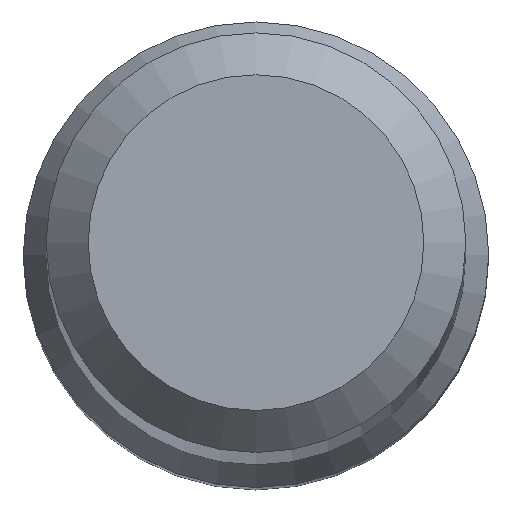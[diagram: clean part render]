
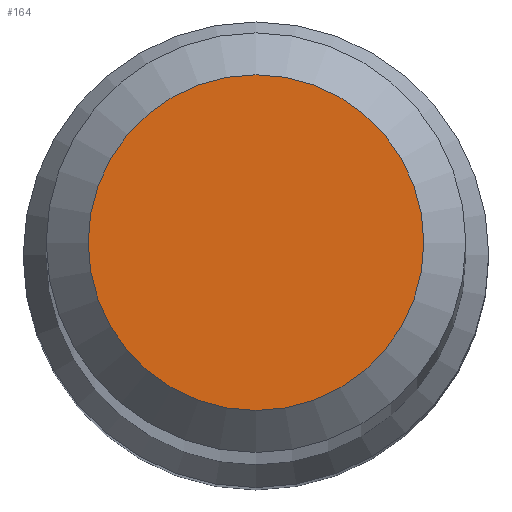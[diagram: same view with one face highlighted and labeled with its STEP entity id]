
A CAD part, top view. The second image highlights one B-rep face of the part: STEP entity #164.
In plain terms, the highlighted planar face has unit normal (0, 0, 1).
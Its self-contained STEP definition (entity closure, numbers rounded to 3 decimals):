
#1 = DIRECTION ( 'NONE',  ( 0., 1., 0. ) ) ;
#2 = EDGE_CURVE ( 'NONE', #122, #122, #51, .T. ) ;
#3 = CARTESIAN_POINT ( 'NONE',  ( 0., 0., 80. ) ) ;
#11 = ORIENTED_EDGE ( 'NONE', *, *, #2, .F. ) ;
#20 = EDGE_LOOP ( 'NONE', ( #11 ) ) ;
#47 = PLANE ( 'NONE',  #82 ) ;
#51 = CIRCLE ( 'NONE', #67, 1.6 ) ;
#67 = AXIS2_PLACEMENT_3D ( 'NONE', #3, #108, #1 ) ;
#82 = AXIS2_PLACEMENT_3D ( 'NONE', #113, #84, #235 ) ;
#84 = DIRECTION ( 'NONE',  ( 0., 0., 1. ) ) ;
#108 = DIRECTION ( 'NONE',  ( 0., 0., -1. ) ) ;
#113 = CARTESIAN_POINT ( 'NONE',  ( 0., 0., 80. ) ) ;
#122 = VERTEX_POINT ( 'NONE', #194 ) ;
#164 = ADVANCED_FACE ( 'NONE', ( #230 ), #47, .T. ) ;
#194 = CARTESIAN_POINT ( 'NONE',  ( 0., 1.6, 80. ) ) ;
#230 = FACE_OUTER_BOUND ( 'NONE', #20, .T. ) ;
#235 = DIRECTION ( 'NONE',  ( 0., -1., 0. ) ) ;
